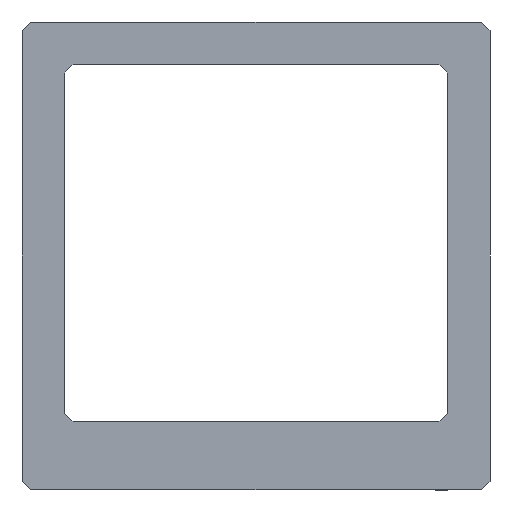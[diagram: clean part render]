
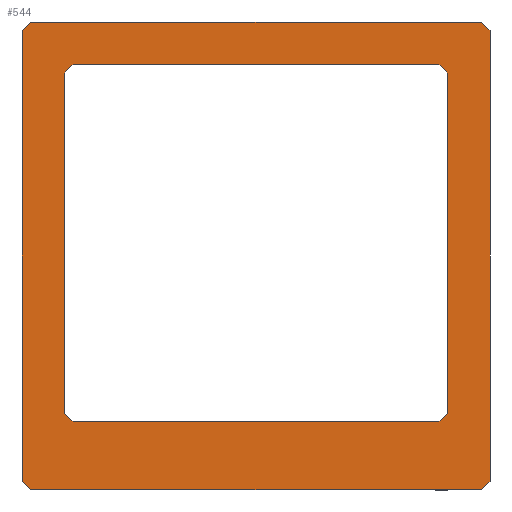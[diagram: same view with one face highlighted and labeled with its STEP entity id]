
A CAD part, front view. The second image highlights one B-rep face of the part: STEP entity #544.
In plain terms, the highlighted planar face has unit normal (0, -1, 0).
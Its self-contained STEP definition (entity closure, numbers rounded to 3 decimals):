
#11 = DIRECTION ( 'NONE',  ( 0., 0., 1. ) ) ;
#18 = VECTOR ( 'NONE', #104, 1000. ) ;
#21 = ORIENTED_EDGE ( 'NONE', *, *, #2050, .T. ) ;
#50 = CARTESIAN_POINT ( 'NONE',  ( 27.5, -16., -26.5 ) ) ;
#67 = CARTESIAN_POINT ( 'NONE',  ( 22.5, -16., 0. ) ) ;
#96 = AXIS2_PLACEMENT_3D ( 'NONE', #2060, #383, #1932 ) ;
#104 = DIRECTION ( 'NONE',  ( -0.707, 0., -0.707 ) ) ;
#115 = EDGE_CURVE ( 'NONE', #1155, #1438, #1472, .T. ) ;
#127 = CARTESIAN_POINT ( 'NONE',  ( 26.5, -16., 27.5 ) ) ;
#130 = CARTESIAN_POINT ( 'NONE',  ( -26.5, -16., -27.5 ) ) ;
#144 = CARTESIAN_POINT ( 'NONE',  ( -22.5, -16., 21.5 ) ) ;
#154 = LINE ( 'NONE', #1246, #1348 ) ;
#181 = ORIENTED_EDGE ( 'NONE', *, *, #1728, .T. ) ;
#236 = VERTEX_POINT ( 'NONE', #1624 ) ;
#254 = ORIENTED_EDGE ( 'NONE', *, *, #1871, .T. ) ;
#283 = LINE ( 'NONE', #1179, #2315 ) ;
#289 = CARTESIAN_POINT ( 'NONE',  ( 26.5, -16., 27.5 ) ) ;
#303 = ORIENTED_EDGE ( 'NONE', *, *, #1732, .T. ) ;
#383 = DIRECTION ( 'NONE',  ( 0., 1., 0. ) ) ;
#415 = DIRECTION ( 'NONE',  ( 0.707, 0., 0.707 ) ) ;
#427 = FACE_BOUND ( 'NONE', #1922, .T. ) ;
#430 = VERTEX_POINT ( 'NONE', #1358 ) ;
#431 = VECTOR ( 'NONE', #1126, 1000. ) ;
#448 = DIRECTION ( 'NONE',  ( -0.707, 0., 0.707 ) ) ;
#509 = CARTESIAN_POINT ( 'NONE',  ( 0., -16., -27.5 ) ) ;
#544 = ADVANCED_FACE ( 'NONE', ( #427, #1919 ), #1316, .F. ) ;
#555 = VECTOR ( 'NONE', #11, 1000. ) ;
#569 = LINE ( 'NONE', #1531, #756 ) ;
#572 = CARTESIAN_POINT ( 'NONE',  ( 27.5, -16., 26.5 ) ) ;
#591 = VECTOR ( 'NONE', #1681, 1000. ) ;
#599 = EDGE_CURVE ( 'NONE', #1950, #1770, #1026, .T. ) ;
#601 = CARTESIAN_POINT ( 'NONE',  ( -27.5, -16., 26.5 ) ) ;
#605 = DIRECTION ( 'NONE',  ( 0., 0., 1. ) ) ;
#658 = CARTESIAN_POINT ( 'NONE',  ( 26.5, -16., -27.5 ) ) ;
#663 = CARTESIAN_POINT ( 'NONE',  ( -26.5, -16., 27.5 ) ) ;
#756 = VECTOR ( 'NONE', #1917, 1000. ) ;
#795 = VECTOR ( 'NONE', #2331, 1000. ) ;
#804 = VERTEX_POINT ( 'NONE', #1309 ) ;
#807 = ORIENTED_EDGE ( 'NONE', *, *, #1716, .T. ) ;
#822 = VECTOR ( 'NONE', #1655, 1000. ) ;
#838 = ORIENTED_EDGE ( 'NONE', *, *, #2239, .T. ) ;
#856 = VERTEX_POINT ( 'NONE', #1854 ) ;
#936 = EDGE_CURVE ( 'NONE', #1321, #1935, #966, .T. ) ;
#966 = LINE ( 'NONE', #1152, #1471 ) ;
#993 = LINE ( 'NONE', #67, #2217 ) ;
#1008 = CARTESIAN_POINT ( 'NONE',  ( -20.5, -16., -20.5 ) ) ;
#1026 = LINE ( 'NONE', #1052, #18 ) ;
#1029 = ORIENTED_EDGE ( 'NONE', *, *, #1255, .T. ) ;
#1033 = LINE ( 'NONE', #1008, #1450 ) ;
#1045 = EDGE_CURVE ( 'NONE', #1565, #856, #993, .T. ) ;
#1052 = CARTESIAN_POINT ( 'NONE',  ( -27.5, -16., 26.5 ) ) ;
#1118 = CARTESIAN_POINT ( 'NONE',  ( -22., -16., 22. ) ) ;
#1123 = ORIENTED_EDGE ( 'NONE', *, *, #599, .T. ) ;
#1126 = DIRECTION ( 'NONE',  ( 0.707, 0., 0.707 ) ) ;
#1145 = LINE ( 'NONE', #2293, #1210 ) ;
#1152 = CARTESIAN_POINT ( 'NONE',  ( 27.5, -16., 0. ) ) ;
#1155 = VERTEX_POINT ( 'NONE', #658 ) ;
#1179 = CARTESIAN_POINT ( 'NONE',  ( 0., -16., 22.5 ) ) ;
#1195 = VERTEX_POINT ( 'NONE', #289 ) ;
#1210 = VECTOR ( 'NONE', #1354, 1000. ) ;
#1234 = CARTESIAN_POINT ( 'NONE',  ( 27.5, -16., -26.5 ) ) ;
#1246 = CARTESIAN_POINT ( 'NONE',  ( 0., -16., 27.5 ) ) ;
#1255 = EDGE_CURVE ( 'NONE', #236, #2029, #1663, .T. ) ;
#1268 = CARTESIAN_POINT ( 'NONE',  ( 0., -16., -19.5 ) ) ;
#1278 = DIRECTION ( 'NONE',  ( -1., 0., 0. ) ) ;
#1309 = CARTESIAN_POINT ( 'NONE',  ( -21.5, -16., 22.5 ) ) ;
#1316 = PLANE ( 'NONE',  #96 ) ;
#1321 = VERTEX_POINT ( 'NONE', #572 ) ;
#1327 = EDGE_CURVE ( 'NONE', #2029, #804, #1638, .T. ) ;
#1348 = VECTOR ( 'NONE', #1278, 1000. ) ;
#1354 = DIRECTION ( 'NONE',  ( 0.707, 0., -0.707 ) ) ;
#1358 = CARTESIAN_POINT ( 'NONE',  ( -27.5, -16., -26.5 ) ) ;
#1438 = VERTEX_POINT ( 'NONE', #2260 ) ;
#1443 = VERTEX_POINT ( 'NONE', #1556 ) ;
#1450 = VECTOR ( 'NONE', #448, 1000. ) ;
#1455 = VERTEX_POINT ( 'NONE', #2285 ) ;
#1463 = CARTESIAN_POINT ( 'NONE',  ( -27.5, -16., 0. ) ) ;
#1471 = VECTOR ( 'NONE', #1525, 1000. ) ;
#1472 = LINE ( 'NONE', #509, #2083 ) ;
#1477 = DIRECTION ( 'NONE',  ( 0., 0., -1. ) ) ;
#1525 = DIRECTION ( 'NONE',  ( 0., 0., -1. ) ) ;
#1531 = CARTESIAN_POINT ( 'NONE',  ( 20.5, -16., -20.5 ) ) ;
#1556 = CARTESIAN_POINT ( 'NONE',  ( 21.5, -16., 22.5 ) ) ;
#1560 = ORIENTED_EDGE ( 'NONE', *, *, #1045, .F. ) ;
#1565 = VERTEX_POINT ( 'NONE', #1949 ) ;
#1585 = ORIENTED_EDGE ( 'NONE', *, *, #2419, .T. ) ;
#1604 = EDGE_CURVE ( 'NONE', #1455, #1742, #2186, .T. ) ;
#1616 = LINE ( 'NONE', #127, #822 ) ;
#1624 = CARTESIAN_POINT ( 'NONE',  ( -22.5, -16., -18.5 ) ) ;
#1638 = LINE ( 'NONE', #1118, #431 ) ;
#1655 = DIRECTION ( 'NONE',  ( -0.707, 0., 0.707 ) ) ;
#1657 = LINE ( 'NONE', #1463, #2295 ) ;
#1662 = ORIENTED_EDGE ( 'NONE', *, *, #2026, .T. ) ;
#1663 = LINE ( 'NONE', #2037, #555 ) ;
#1681 = DIRECTION ( 'NONE',  ( 1., 0., 0. ) ) ;
#1713 = LINE ( 'NONE', #50, #1844 ) ;
#1716 = EDGE_CURVE ( 'NONE', #1155, #1935, #1713, .T. ) ;
#1728 = EDGE_CURVE ( 'NONE', #1443, #856, #1145, .T. ) ;
#1732 = EDGE_CURVE ( 'NONE', #1565, #1742, #569, .T. ) ;
#1742 = VERTEX_POINT ( 'NONE', #2283 ) ;
#1770 = VERTEX_POINT ( 'NONE', #601 ) ;
#1781 = DIRECTION ( 'NONE',  ( 1., 0., 0. ) ) ;
#1795 = LINE ( 'NONE', #130, #795 ) ;
#1816 = ORIENTED_EDGE ( 'NONE', *, *, #1327, .T. ) ;
#1844 = VECTOR ( 'NONE', #415, 1000. ) ;
#1854 = CARTESIAN_POINT ( 'NONE',  ( 22.5, -16., 21.5 ) ) ;
#1871 = EDGE_CURVE ( 'NONE', #804, #1443, #283, .T. ) ;
#1917 = DIRECTION ( 'NONE',  ( -0.707, 0., -0.707 ) ) ;
#1919 = FACE_OUTER_BOUND ( 'NONE', #2316, .T. ) ;
#1922 = EDGE_LOOP ( 'NONE', ( #2208, #838, #1029, #1816, #254, #181, #1560, #303 ) ) ;
#1932 = DIRECTION ( 'NONE',  ( 0., 0., 1. ) ) ;
#1935 = VERTEX_POINT ( 'NONE', #1234 ) ;
#1938 = EDGE_CURVE ( 'NONE', #430, #1438, #1795, .T. ) ;
#1949 = CARTESIAN_POINT ( 'NONE',  ( 22.5, -16., -18.5 ) ) ;
#1950 = VERTEX_POINT ( 'NONE', #663 ) ;
#2001 = DIRECTION ( 'NONE',  ( -1., 0., 0. ) ) ;
#2026 = EDGE_CURVE ( 'NONE', #1195, #1950, #154, .T. ) ;
#2029 = VERTEX_POINT ( 'NONE', #144 ) ;
#2037 = CARTESIAN_POINT ( 'NONE',  ( -22.5, -16., 0. ) ) ;
#2050 = EDGE_CURVE ( 'NONE', #1770, #430, #1657, .T. ) ;
#2060 = CARTESIAN_POINT ( 'NONE',  ( 0., -16., 0. ) ) ;
#2065 = ORIENTED_EDGE ( 'NONE', *, *, #936, .F. ) ;
#2083 = VECTOR ( 'NONE', #2001, 1000. ) ;
#2186 = LINE ( 'NONE', #1268, #591 ) ;
#2208 = ORIENTED_EDGE ( 'NONE', *, *, #1604, .F. ) ;
#2217 = VECTOR ( 'NONE', #605, 1000. ) ;
#2239 = EDGE_CURVE ( 'NONE', #1455, #236, #1033, .T. ) ;
#2260 = CARTESIAN_POINT ( 'NONE',  ( -26.5, -16., -27.5 ) ) ;
#2283 = CARTESIAN_POINT ( 'NONE',  ( 21.5, -16., -19.5 ) ) ;
#2285 = CARTESIAN_POINT ( 'NONE',  ( -21.5, -16., -19.5 ) ) ;
#2293 = CARTESIAN_POINT ( 'NONE',  ( 22., -16., 22. ) ) ;
#2295 = VECTOR ( 'NONE', #1477, 1000. ) ;
#2315 = VECTOR ( 'NONE', #1781, 1000. ) ;
#2316 = EDGE_LOOP ( 'NONE', ( #2424, #807, #2065, #1585, #1662, #1123, #21, #2372 ) ) ;
#2331 = DIRECTION ( 'NONE',  ( 0.707, 0., -0.707 ) ) ;
#2372 = ORIENTED_EDGE ( 'NONE', *, *, #1938, .T. ) ;
#2419 = EDGE_CURVE ( 'NONE', #1321, #1195, #1616, .T. ) ;
#2424 = ORIENTED_EDGE ( 'NONE', *, *, #115, .F. ) ;
